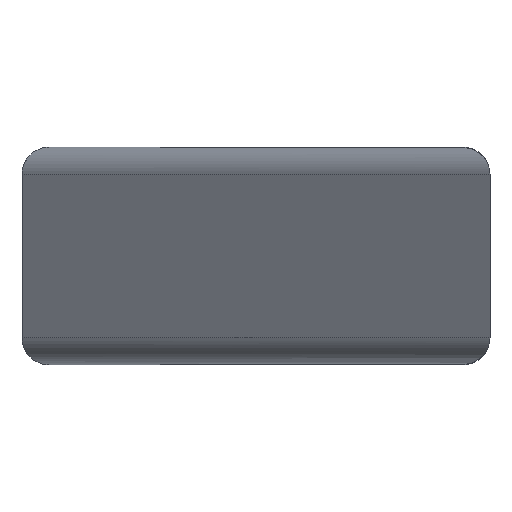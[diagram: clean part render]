
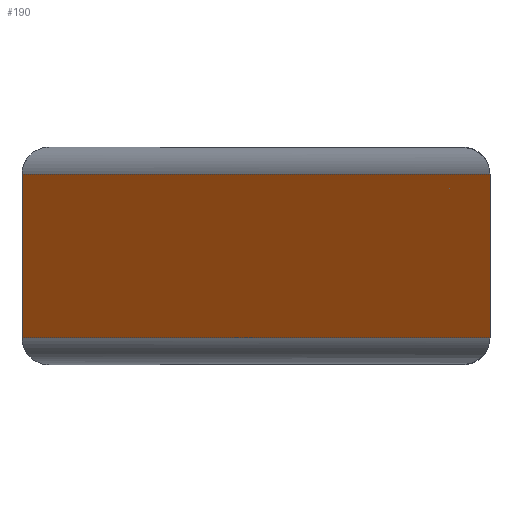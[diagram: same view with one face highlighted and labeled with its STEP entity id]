
A CAD part, left-side view. The second image highlights one B-rep face of the part: STEP entity #190.
In plain terms, the highlighted planar face has unit normal (-0.732, 0.681, 0).
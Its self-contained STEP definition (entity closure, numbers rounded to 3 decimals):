
#13 = CARTESIAN_POINT ( 'NONE',  ( -3., 4.3, 3.5 ) ) ;
#16 = DIRECTION ( 'NONE',  ( 0.732, -0.681, 0. ) ) ;
#20 = ORIENTED_EDGE ( 'NONE', *, *, #338, .T. ) ;
#51 = LINE ( 'NONE', #166, #468 ) ;
#53 = DIRECTION ( 'NONE',  ( 0., 0., -1. ) ) ;
#71 = VECTOR ( 'NONE', #431, 1000. ) ;
#85 = VERTEX_POINT ( 'NONE', #13 ) ;
#93 = EDGE_CURVE ( 'NONE', #334, #238, #164, .T. ) ;
#103 = CARTESIAN_POINT ( 'NONE',  ( -11., -4.3, 3.5 ) ) ;
#156 = EDGE_CURVE ( 'NONE', #85, #334, #294, .T. ) ;
#160 = CARTESIAN_POINT ( 'NONE',  ( -11., -4.3, 0.5 ) ) ;
#164 = LINE ( 'NONE', #160, #409 ) ;
#166 = CARTESIAN_POINT ( 'NONE',  ( -11., -4.3, 3.5 ) ) ;
#190 = ADVANCED_FACE ( 'NONE', ( #457 ), #486, .F. ) ;
#194 = VERTEX_POINT ( 'NONE', #103 ) ;
#238 = VERTEX_POINT ( 'NONE', #298 ) ;
#270 = CARTESIAN_POINT ( 'NONE',  ( -11., -4.3, 4. ) ) ;
#291 = ORIENTED_EDGE ( 'NONE', *, *, #93, .T. ) ;
#294 = LINE ( 'NONE', #333, #451 ) ;
#298 = CARTESIAN_POINT ( 'NONE',  ( -11., -4.3, 0.5 ) ) ;
#300 = LINE ( 'NONE', #270, #71 ) ;
#323 = ORIENTED_EDGE ( 'NONE', *, *, #156, .T. ) ;
#326 = DIRECTION ( 'NONE',  ( -0.681, -0.732, 0. ) ) ;
#327 = EDGE_LOOP ( 'NONE', ( #323, #291, #395, #20 ) ) ;
#333 = CARTESIAN_POINT ( 'NONE',  ( -3., 4.3, 4. ) ) ;
#334 = VERTEX_POINT ( 'NONE', #419 ) ;
#338 = EDGE_CURVE ( 'NONE', #194, #85, #51, .T. ) ;
#395 = ORIENTED_EDGE ( 'NONE', *, *, #504, .F. ) ;
#409 = VECTOR ( 'NONE', #326, 1000. ) ;
#419 = CARTESIAN_POINT ( 'NONE',  ( -3., 4.3, 0.5 ) ) ;
#431 = DIRECTION ( 'NONE',  ( 0., 0., -1. ) ) ;
#450 = CARTESIAN_POINT ( 'NONE',  ( -11., -4.3, 4. ) ) ;
#451 = VECTOR ( 'NONE', #53, 1000. ) ;
#457 = FACE_OUTER_BOUND ( 'NONE', #327, .T. ) ;
#463 = AXIS2_PLACEMENT_3D ( 'NONE', #450, #16, #464 ) ;
#464 = DIRECTION ( 'NONE',  ( 0.681, 0.732, 0. ) ) ;
#468 = VECTOR ( 'NONE', #493, 1000. ) ;
#486 = PLANE ( 'NONE',  #463 ) ;
#493 = DIRECTION ( 'NONE',  ( 0.681, 0.732, 0. ) ) ;
#504 = EDGE_CURVE ( 'NONE', #194, #238, #300, .T. ) ;
